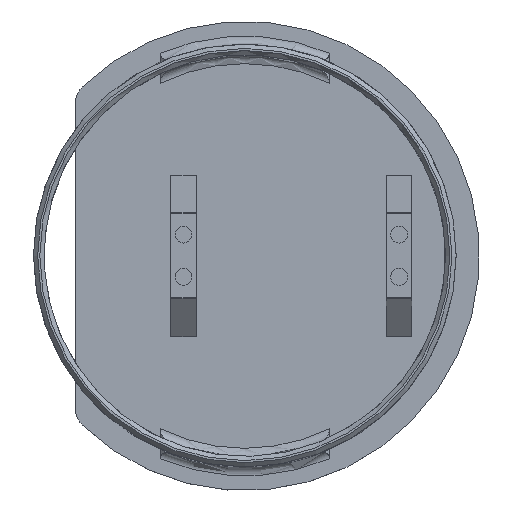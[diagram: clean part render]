
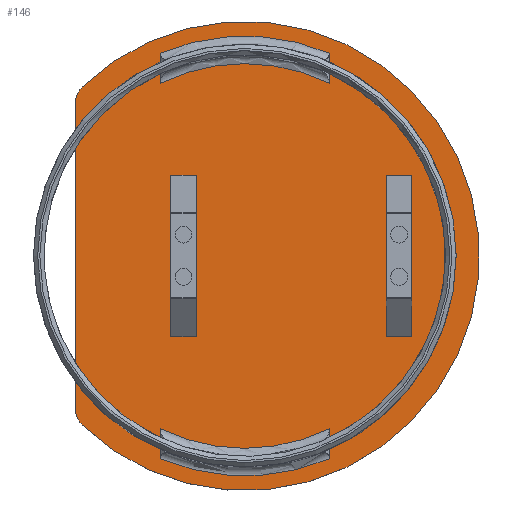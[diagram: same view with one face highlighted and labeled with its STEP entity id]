
A CAD part, top view. The second image highlights one B-rep face of the part: STEP entity #146.
In plain terms, the highlighted planar face has unit normal (0, 0, 1).
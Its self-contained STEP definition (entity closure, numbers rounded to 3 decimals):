
#146=ADVANCED_FACE('',(#261,#262,#263,#264,#265,#266,#267),#219,.T.);
#219=PLANE('',#1346);
#261=FACE_BOUND('',#300,.T.);
#262=FACE_BOUND('',#301,.T.);
#263=FACE_BOUND('',#302,.T.);
#264=FACE_BOUND('',#303,.T.);
#265=FACE_BOUND('',#304,.T.);
#266=FACE_BOUND('',#305,.T.);
#267=FACE_BOUND('',#306,.T.);
#300=EDGE_LOOP('',(#454,#455,#456,#457));
#301=EDGE_LOOP('',(#458,#459,#460,#461));
#302=EDGE_LOOP('',(#462,#463,#464,#465));
#303=EDGE_LOOP('',(#466,#467,#468,#469));
#304=EDGE_LOOP('',(#470,#471,#472,#473));
#305=EDGE_LOOP('',(#474,#475,#476,#477));
#306=EDGE_LOOP('',(#478,#479,#480,#481));
#396=CIRCLE('',#1339,45.5);
#397=CIRCLE('',#1340,52.);
#398=CIRCLE('',#1341,45.5);
#399=CIRCLE('',#1342,52.);
#400=CIRCLE('',#1343,5.);
#401=CIRCLE('',#1344,55.5);
#402=CIRCLE('',#1345,5.);
#454=ORIENTED_EDGE('',*,*,#950,.T.);
#455=ORIENTED_EDGE('',*,*,#951,.T.);
#456=ORIENTED_EDGE('',*,*,#952,.T.);
#457=ORIENTED_EDGE('',*,*,#953,.T.);
#458=ORIENTED_EDGE('',*,*,#954,.T.);
#459=ORIENTED_EDGE('',*,*,#955,.T.);
#460=ORIENTED_EDGE('',*,*,#956,.F.);
#461=ORIENTED_EDGE('',*,*,#957,.T.);
#462=ORIENTED_EDGE('',*,*,#958,.T.);
#463=ORIENTED_EDGE('',*,*,#959,.T.);
#464=ORIENTED_EDGE('',*,*,#960,.F.);
#465=ORIENTED_EDGE('',*,*,#961,.F.);
#466=ORIENTED_EDGE('',*,*,#962,.T.);
#467=ORIENTED_EDGE('',*,*,#963,.F.);
#468=ORIENTED_EDGE('',*,*,#964,.F.);
#469=ORIENTED_EDGE('',*,*,#965,.T.);
#470=ORIENTED_EDGE('',*,*,#966,.F.);
#471=ORIENTED_EDGE('',*,*,#967,.T.);
#472=ORIENTED_EDGE('',*,*,#968,.T.);
#473=ORIENTED_EDGE('',*,*,#969,.T.);
#474=ORIENTED_EDGE('',*,*,#970,.T.);
#475=ORIENTED_EDGE('',*,*,#971,.T.);
#476=ORIENTED_EDGE('',*,*,#972,.T.);
#477=ORIENTED_EDGE('',*,*,#973,.T.);
#478=ORIENTED_EDGE('',*,*,#974,.T.);
#479=ORIENTED_EDGE('',*,*,#975,.T.);
#480=ORIENTED_EDGE('',*,*,#976,.T.);
#481=ORIENTED_EDGE('',*,*,#977,.T.);
#822=VERTEX_POINT('',#1886);
#823=VERTEX_POINT('',#1887);
#824=VERTEX_POINT('',#1889);
#825=VERTEX_POINT('',#1891);
#826=VERTEX_POINT('',#1894);
#827=VERTEX_POINT('',#1895);
#828=VERTEX_POINT('',#1897);
#829=VERTEX_POINT('',#1899);
#830=VERTEX_POINT('',#1902);
#831=VERTEX_POINT('',#1903);
#832=VERTEX_POINT('',#1905);
#833=VERTEX_POINT('',#1907);
#834=VERTEX_POINT('',#1910);
#835=VERTEX_POINT('',#1911);
#836=VERTEX_POINT('',#1913);
#837=VERTEX_POINT('',#1915);
#838=VERTEX_POINT('',#1918);
#839=VERTEX_POINT('',#1919);
#840=VERTEX_POINT('',#1921);
#841=VERTEX_POINT('',#1923);
#842=VERTEX_POINT('',#1926);
#843=VERTEX_POINT('',#1927);
#844=VERTEX_POINT('',#1929);
#845=VERTEX_POINT('',#1931);
#846=VERTEX_POINT('',#1934);
#847=VERTEX_POINT('',#1935);
#848=VERTEX_POINT('',#1937);
#849=VERTEX_POINT('',#1939);
#950=EDGE_CURVE('',#822,#823,#1134,.T.);
#951=EDGE_CURVE('',#823,#824,#396,.T.);
#952=EDGE_CURVE('',#824,#825,#1135,.T.);
#953=EDGE_CURVE('',#825,#822,#397,.T.);
#954=EDGE_CURVE('',#826,#827,#1136,.T.);
#955=EDGE_CURVE('',#827,#828,#1137,.T.);
#956=EDGE_CURVE('',#829,#828,#1138,.T.);
#957=EDGE_CURVE('',#829,#826,#1139,.T.);
#958=EDGE_CURVE('',#830,#831,#1140,.T.);
#959=EDGE_CURVE('',#831,#832,#1141,.T.);
#960=EDGE_CURVE('',#833,#832,#1142,.T.);
#961=EDGE_CURVE('',#830,#833,#1143,.T.);
#962=EDGE_CURVE('',#834,#835,#1144,.T.);
#963=EDGE_CURVE('',#836,#835,#1145,.T.);
#964=EDGE_CURVE('',#837,#836,#1146,.T.);
#965=EDGE_CURVE('',#837,#834,#1147,.T.);
#966=EDGE_CURVE('',#838,#839,#1148,.T.);
#967=EDGE_CURVE('',#838,#840,#1149,.T.);
#968=EDGE_CURVE('',#840,#841,#1150,.T.);
#969=EDGE_CURVE('',#841,#839,#1151,.T.);
#970=EDGE_CURVE('',#842,#843,#1152,.T.);
#971=EDGE_CURVE('',#843,#844,#398,.T.);
#972=EDGE_CURVE('',#844,#845,#1153,.T.);
#973=EDGE_CURVE('',#845,#842,#399,.T.);
#974=EDGE_CURVE('',#846,#847,#1154,.T.);
#975=EDGE_CURVE('',#847,#848,#400,.T.);
#976=EDGE_CURVE('',#848,#849,#401,.T.);
#977=EDGE_CURVE('',#849,#846,#402,.T.);
#1134=LINE('',#1885,#1236);
#1135=LINE('',#1890,#1237);
#1136=LINE('',#1893,#1238);
#1137=LINE('',#1896,#1239);
#1138=LINE('',#1898,#1240);
#1139=LINE('',#1900,#1241);
#1140=LINE('',#1901,#1242);
#1141=LINE('',#1904,#1243);
#1142=LINE('',#1906,#1244);
#1143=LINE('',#1908,#1245);
#1144=LINE('',#1909,#1246);
#1145=LINE('',#1912,#1247);
#1146=LINE('',#1914,#1248);
#1147=LINE('',#1916,#1249);
#1148=LINE('',#1917,#1250);
#1149=LINE('',#1920,#1251);
#1150=LINE('',#1922,#1252);
#1151=LINE('',#1924,#1253);
#1152=LINE('',#1925,#1254);
#1153=LINE('',#1930,#1255);
#1154=LINE('',#1933,#1256);
#1236=VECTOR('',#1488,1.);
#1237=VECTOR('',#1491,1.);
#1238=VECTOR('',#1494,1.);
#1239=VECTOR('',#1495,1.);
#1240=VECTOR('',#1496,1.);
#1241=VECTOR('',#1497,1.);
#1242=VECTOR('',#1498,1.);
#1243=VECTOR('',#1499,1.);
#1244=VECTOR('',#1500,1.);
#1245=VECTOR('',#1501,1.);
#1246=VECTOR('',#1502,1.);
#1247=VECTOR('',#1503,1.);
#1248=VECTOR('',#1504,1.);
#1249=VECTOR('',#1505,1.);
#1250=VECTOR('',#1506,1.);
#1251=VECTOR('',#1507,1.);
#1252=VECTOR('',#1508,1.);
#1253=VECTOR('',#1509,1.);
#1254=VECTOR('',#1510,1.);
#1255=VECTOR('',#1513,1.);
#1256=VECTOR('',#1516,1.);
#1339=AXIS2_PLACEMENT_3D('',#1888,#1489,#1490);
#1340=AXIS2_PLACEMENT_3D('',#1892,#1492,#1493);
#1341=AXIS2_PLACEMENT_3D('',#1928,#1511,#1512);
#1342=AXIS2_PLACEMENT_3D('',#1932,#1514,#1515);
#1343=AXIS2_PLACEMENT_3D('',#1936,#1517,#1518);
#1344=AXIS2_PLACEMENT_3D('',#1938,#1519,#1520);
#1345=AXIS2_PLACEMENT_3D('',#1940,#1521,#1522);
#1346=AXIS2_PLACEMENT_3D('',#1941,#1523,#1524);
#1488=DIRECTION('',(0.,1.,0.));
#1489=DIRECTION('',(0.,0.,1.));
#1490=DIRECTION('',(1.,0.,0.));
#1491=DIRECTION('',(0.,-1.,0.));
#1492=DIRECTION('',(0.,0.,-1.));
#1493=DIRECTION('',(1.,0.,0.));
#1494=DIRECTION('',(0.,1.,0.));
#1495=DIRECTION('',(1.,0.,0.));
#1496=DIRECTION('',(0.,1.,0.));
#1497=DIRECTION('',(-1.,0.,0.));
#1498=DIRECTION('',(-1.,0.,0.));
#1499=DIRECTION('',(0.,1.,0.));
#1500=DIRECTION('',(-1.,0.,0.));
#1501=DIRECTION('',(0.,1.,0.));
#1502=DIRECTION('',(1.,0.,0.));
#1503=DIRECTION('',(0.,1.,0.));
#1504=DIRECTION('',(1.,0.,0.));
#1505=DIRECTION('',(0.,1.,0.));
#1506=DIRECTION('',(0.,1.,0.));
#1507=DIRECTION('',(-1.,0.,0.));
#1508=DIRECTION('',(0.,1.,0.));
#1509=DIRECTION('',(1.,0.,0.));
#1510=DIRECTION('',(0.,-1.,0.));
#1511=DIRECTION('',(0.,0.,1.));
#1512=DIRECTION('',(1.,0.,0.));
#1513=DIRECTION('',(0.,1.,0.));
#1514=DIRECTION('',(0.,0.,-1.));
#1515=DIRECTION('',(1.,0.,0.));
#1516=DIRECTION('',(0.,-1.,0.));
#1517=DIRECTION('',(0.,0.,1.));
#1518=DIRECTION('',(1.,0.,0.));
#1519=DIRECTION('',(0.,0.,1.));
#1520=DIRECTION('',(1.,0.,0.));
#1521=DIRECTION('',(0.,0.,1.));
#1522=DIRECTION('',(1.,0.,0.));
#1523=DIRECTION('',(0.,0.,1.));
#1524=DIRECTION('',(1.,0.,0.));
#1885=CARTESIAN_POINT('',(-30.,-45.069,-40.));
#1886=CARTESIAN_POINT('',(-30.,-48.,-40.));
#1887=CARTESIAN_POINT('',(-30.,-40.869,-40.));
#1888=CARTESIAN_POINT('',(-10.,0.,-40.));
#1889=CARTESIAN_POINT('',(10.,-40.869,-40.));
#1890=CARTESIAN_POINT('',(10.,-47.697,-40.));
#1891=CARTESIAN_POINT('',(10.,-48.,-40.));
#1892=CARTESIAN_POINT('',(-10.,0.,-40.));
#1893=CARTESIAN_POINT('',(-27.5,-19.099,-40.));
#1894=CARTESIAN_POINT('',(-27.5,-19.099,-40.));
#1895=CARTESIAN_POINT('',(-27.5,-9.494,-40.));
#1896=CARTESIAN_POINT('',(-10.,-9.494,-40.));
#1897=CARTESIAN_POINT('',(-21.5,-9.494,-40.));
#1898=CARTESIAN_POINT('',(-21.5,-19.099,-40.));
#1899=CARTESIAN_POINT('',(-21.5,-19.099,-40.));
#1900=CARTESIAN_POINT('',(-21.5,-19.099,-40.));
#1901=CARTESIAN_POINT('',(-10.,9.494,-40.));
#1902=CARTESIAN_POINT('',(-21.5,9.494,-40.));
#1903=CARTESIAN_POINT('',(-27.5,9.494,-40.));
#1904=CARTESIAN_POINT('',(-27.5,13.778,-40.));
#1905=CARTESIAN_POINT('',(-27.5,19.099,-40.));
#1906=CARTESIAN_POINT('',(-21.5,19.099,-40.));
#1907=CARTESIAN_POINT('',(-21.5,19.099,-40.));
#1908=CARTESIAN_POINT('',(-21.5,13.778,-40.));
#1909=CARTESIAN_POINT('',(29.5,-9.494,-40.));
#1910=CARTESIAN_POINT('',(23.5,-9.494,-40.));
#1911=CARTESIAN_POINT('',(29.5,-9.494,-40.));
#1912=CARTESIAN_POINT('',(29.5,-19.099,-40.));
#1913=CARTESIAN_POINT('',(29.5,-19.099,-40.));
#1914=CARTESIAN_POINT('',(23.5,-19.099,-40.));
#1915=CARTESIAN_POINT('',(23.5,-19.099,-40.));
#1916=CARTESIAN_POINT('',(23.5,-19.099,-40.));
#1917=CARTESIAN_POINT('',(29.5,13.778,-40.));
#1918=CARTESIAN_POINT('',(29.5,9.494,-40.));
#1919=CARTESIAN_POINT('',(29.5,19.099,-40.));
#1920=CARTESIAN_POINT('',(23.5,9.494,-40.));
#1921=CARTESIAN_POINT('',(23.5,9.494,-40.));
#1922=CARTESIAN_POINT('',(23.5,13.778,-40.));
#1923=CARTESIAN_POINT('',(23.5,19.099,-40.));
#1924=CARTESIAN_POINT('',(23.5,19.099,-40.));
#1925=CARTESIAN_POINT('',(10.,45.069,-40.));
#1926=CARTESIAN_POINT('',(10.,48.,-40.));
#1927=CARTESIAN_POINT('',(10.,40.869,-40.));
#1928=CARTESIAN_POINT('',(-10.,0.,-40.));
#1929=CARTESIAN_POINT('',(-30.,40.869,-40.));
#1930=CARTESIAN_POINT('',(-30.,47.697,-40.));
#1931=CARTESIAN_POINT('',(-30.,48.,-40.));
#1932=CARTESIAN_POINT('',(-10.,0.,-40.));
#1933=CARTESIAN_POINT('',(-50.,0.,-40.));
#1934=CARTESIAN_POINT('',(-50.,36.404,-40.));
#1935=CARTESIAN_POINT('',(-50.,-36.404,-40.));
#1936=CARTESIAN_POINT('',(-45.,-36.404,-40.));
#1937=CARTESIAN_POINT('',(-48.465,-40.008,-40.));
#1938=CARTESIAN_POINT('',(-10.,0.,-40.));
#1939=CARTESIAN_POINT('',(-48.465,40.008,-40.));
#1940=CARTESIAN_POINT('',(-45.,36.404,-40.));
#1941=CARTESIAN_POINT('',(-10.,0.,-40.));
